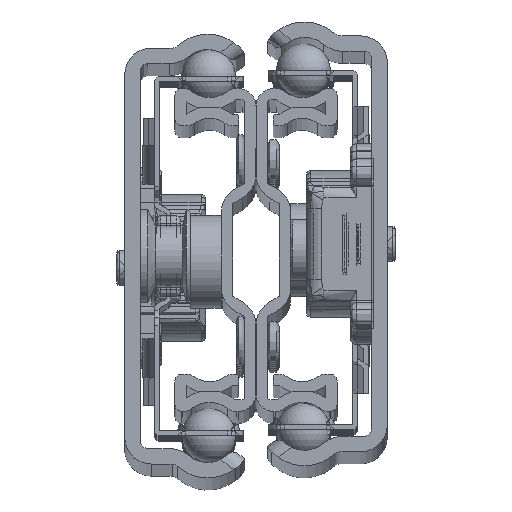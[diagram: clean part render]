
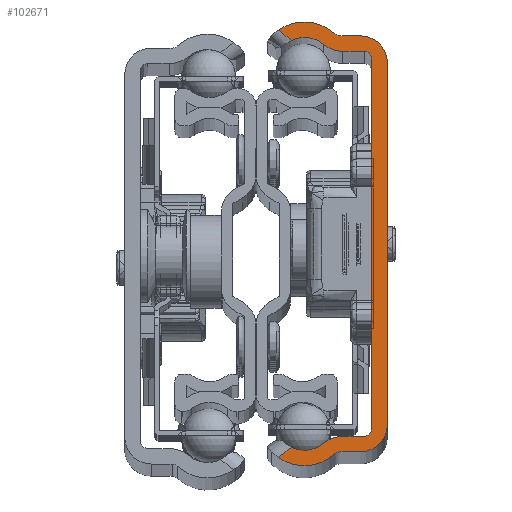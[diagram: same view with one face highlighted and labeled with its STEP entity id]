
A CAD part, top view. The second image highlights one B-rep face of the part: STEP entity #102671.
In plain terms, the highlighted planar face has unit normal (0, 0, 1).
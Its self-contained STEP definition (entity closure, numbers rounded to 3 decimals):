
#10639=LINE('',#187560,#17607);
#10649=LINE('',#187607,#17617);
#10654=LINE('',#187663,#17622);
#10661=LINE('',#187732,#17629);
#10675=LINE('',#187878,#17643);
#10679=LINE('',#187893,#17647);
#10685=LINE('',#187912,#17653);
#10689=LINE('',#187924,#17657);
#10693=LINE('',#187939,#17661);
#10697=LINE('',#187951,#17665);
#17607=VECTOR('',#126366,10.);
#17617=VECTOR('',#126416,10.);
#17622=VECTOR('',#126433,10.);
#17629=VECTOR('',#126454,10.);
#17643=VECTOR('',#126510,10.);
#17647=VECTOR('',#126528,10.);
#17653=VECTOR('',#126552,10.);
#17657=VECTOR('',#126564,10.);
#17661=VECTOR('',#126582,10.);
#17665=VECTOR('',#126594,10.);
#22400=PLANE('',#109847);
#26385=FACE_OUTER_BOUND('',#31856,.T.);
#31856=EDGE_LOOP('',(#79061,#79062,#79063,#79064,#79065,#79066,#79067,#79068,
#79069,#79070,#79071,#79072,#79073,#79074,#79075,#79076,#79077,#79078,#79079,
#79080,#79081,#79082));
#36707=CIRCLE('',#109795,5.8);
#36708=CIRCLE('',#109806,5.8);
#36711=CIRCLE('',#109810,1.);
#36713=CIRCLE('',#109814,3.5);
#36715=CIRCLE('',#109817,3.5);
#36717=CIRCLE('',#109821,1.);
#36718=CIRCLE('',#109825,3.8);
#36721=CIRCLE('',#109830,4.);
#36723=CIRCLE('',#109834,1.);
#36725=CIRCLE('',#109837,1.);
#36727=CIRCLE('',#109841,4.);
#36729=CIRCLE('',#109845,3.8);
#43837=VERTEX_POINT('',#187557);
#43838=VERTEX_POINT('',#187559);
#43854=VERTEX_POINT('',#187604);
#43855=VERTEX_POINT('',#187606);
#43863=VERTEX_POINT('',#187654);
#43864=VERTEX_POINT('',#187662);
#43872=VERTEX_POINT('',#187726);
#43873=VERTEX_POINT('',#187731);
#43882=VERTEX_POINT('',#187787);
#43892=VERTEX_POINT('',#187863);
#43895=VERTEX_POINT('',#187871);
#43897=VERTEX_POINT('',#187877);
#43899=VERTEX_POINT('',#187886);
#43901=VERTEX_POINT('',#187892);
#43902=VERTEX_POINT('',#187903);
#43905=VERTEX_POINT('',#187911);
#43907=VERTEX_POINT('',#187917);
#43909=VERTEX_POINT('',#187923);
#43911=VERTEX_POINT('',#187932);
#43913=VERTEX_POINT('',#187938);
#43915=VERTEX_POINT('',#187944);
#43917=VERTEX_POINT('',#187950);
#56389=EDGE_CURVE('',#43838,#43837,#10639,.T.);
#56412=EDGE_CURVE('',#43855,#43854,#10649,.T.);
#56423=EDGE_CURVE('',#43863,#43864,#10654,.T.);
#56436=EDGE_CURVE('',#43872,#43873,#10661,.T.);
#56447=EDGE_CURVE('',#43872,#43882,#36707,.T.);
#56463=EDGE_CURVE('',#43892,#43864,#36708,.T.);
#56467=EDGE_CURVE('',#43895,#43892,#36711,.T.);
#56470=EDGE_CURVE('',#43897,#43895,#10675,.T.);
#56473=EDGE_CURVE('',#43854,#43897,#36713,.T.);
#56475=EDGE_CURVE('',#43899,#43855,#36715,.T.);
#56478=EDGE_CURVE('',#43901,#43899,#10679,.T.);
#56481=EDGE_CURVE('',#43882,#43901,#36717,.T.);
#56484=EDGE_CURVE('',#43902,#43873,#36718,.T.);
#56488=EDGE_CURVE('',#43905,#43902,#10685,.T.);
#56491=EDGE_CURVE('',#43907,#43905,#36721,.T.);
#56494=EDGE_CURVE('',#43909,#43907,#10689,.T.);
#56497=EDGE_CURVE('',#43837,#43909,#36723,.T.);
#56499=EDGE_CURVE('',#43911,#43838,#36725,.T.);
#56502=EDGE_CURVE('',#43913,#43911,#10693,.T.);
#56505=EDGE_CURVE('',#43915,#43913,#36727,.T.);
#56508=EDGE_CURVE('',#43917,#43915,#10697,.T.);
#56511=EDGE_CURVE('',#43863,#43917,#36729,.T.);
#79061=ORIENTED_EDGE('',*,*,#56423,.F.);
#79062=ORIENTED_EDGE('',*,*,#56511,.T.);
#79063=ORIENTED_EDGE('',*,*,#56508,.T.);
#79064=ORIENTED_EDGE('',*,*,#56505,.T.);
#79065=ORIENTED_EDGE('',*,*,#56502,.T.);
#79066=ORIENTED_EDGE('',*,*,#56499,.T.);
#79067=ORIENTED_EDGE('',*,*,#56389,.T.);
#79068=ORIENTED_EDGE('',*,*,#56497,.T.);
#79069=ORIENTED_EDGE('',*,*,#56494,.T.);
#79070=ORIENTED_EDGE('',*,*,#56491,.T.);
#79071=ORIENTED_EDGE('',*,*,#56488,.T.);
#79072=ORIENTED_EDGE('',*,*,#56484,.T.);
#79073=ORIENTED_EDGE('',*,*,#56436,.F.);
#79074=ORIENTED_EDGE('',*,*,#56447,.T.);
#79075=ORIENTED_EDGE('',*,*,#56481,.T.);
#79076=ORIENTED_EDGE('',*,*,#56478,.T.);
#79077=ORIENTED_EDGE('',*,*,#56475,.T.);
#79078=ORIENTED_EDGE('',*,*,#56412,.T.);
#79079=ORIENTED_EDGE('',*,*,#56473,.T.);
#79080=ORIENTED_EDGE('',*,*,#56470,.T.);
#79081=ORIENTED_EDGE('',*,*,#56467,.T.);
#79082=ORIENTED_EDGE('',*,*,#56463,.T.);
#102671=ADVANCED_FACE('',(#26385),#22400,.T.);
#109795=AXIS2_PLACEMENT_3D('',#187789,#126466,#126467);
#109806=AXIS2_PLACEMENT_3D('',#187864,#126495,#126496);
#109810=AXIS2_PLACEMENT_3D('',#187872,#126504,#126505);
#109814=AXIS2_PLACEMENT_3D('',#187882,#126516,#126517);
#109817=AXIS2_PLACEMENT_3D('',#187887,#126522,#126523);
#109821=AXIS2_PLACEMENT_3D('',#187897,#126534,#126535);
#109825=AXIS2_PLACEMENT_3D('',#187904,#126544,#126545);
#109830=AXIS2_PLACEMENT_3D('',#187918,#126558,#126559);
#109834=AXIS2_PLACEMENT_3D('',#187928,#126570,#126571);
#109837=AXIS2_PLACEMENT_3D('',#187933,#126576,#126577);
#109841=AXIS2_PLACEMENT_3D('',#187945,#126588,#126589);
#109845=AXIS2_PLACEMENT_3D('',#187955,#126600,#126601);
#109847=AXIS2_PLACEMENT_3D('',#187957,#126604,#126605);
#126366=DIRECTION('',(0.,-1.,0.));
#126416=DIRECTION('',(0.,1.,0.));
#126433=DIRECTION('',(-0.781,0.625,0.));
#126454=DIRECTION('',(0.781,0.625,0.));
#126466=DIRECTION('center_axis',(0.,0.,
1.));
#126467=DIRECTION('ref_axis',(0.627,0.779,0.));
#126495=DIRECTION('center_axis',(0.,0.,
1.));
#126496=DIRECTION('ref_axis',(-0.678,-0.735,0.));
#126504=DIRECTION('center_axis',(0.,0.,
-1.));
#126505=DIRECTION('ref_axis',(-0.678,-0.735,0.));
#126510=DIRECTION('',(-1.,0.,0.));
#126516=DIRECTION('center_axis',(0.,0.,
1.));
#126517=DIRECTION('ref_axis',(-1.,0.,0.));
#126522=DIRECTION('center_axis',(0.,0.,
1.));
#126523=DIRECTION('ref_axis',(0.,1.,0.));
#126528=DIRECTION('',(1.,0.,0.));
#126534=DIRECTION('center_axis',(0.,0.,
-1.));
#126535=DIRECTION('ref_axis',(0.,1.,0.));
#126544=DIRECTION('center_axis',(0.,0.,
-1.));
#126545=DIRECTION('ref_axis',(-0.627,-0.779,0.));
#126552=DIRECTION('',(-0.779,-0.627,0.));
#126558=DIRECTION('center_axis',(0.,0.,
1.));
#126559=DIRECTION('ref_axis',(0.,-1.,0.));
#126564=DIRECTION('',(-1.,0.,0.));
#126570=DIRECTION('center_axis',(0.,0.,
-1.));
#126571=DIRECTION('ref_axis',(0.,-1.,0.));
#126576=DIRECTION('center_axis',(0.,0.,
-1.));
#126577=DIRECTION('ref_axis',(1.,0.,0.));
#126582=DIRECTION('',(1.,0.,0.));
#126588=DIRECTION('center_axis',(0.,0.,
1.));
#126589=DIRECTION('ref_axis',(0.627,0.779,0.));
#126594=DIRECTION('',(0.779,-0.627,0.));
#126600=DIRECTION('center_axis',(0.,0.,
-1.));
#126601=DIRECTION('ref_axis',(0.627,0.779,0.));
#126604=DIRECTION('center_axis',(0.,0.,
1.));
#126605=DIRECTION('ref_axis',(-1.,0.,0.));
#187557=CARTESIAN_POINT('',(1.584,-38.305,382.26));
#187559=CARTESIAN_POINT('',(1.584,9.495,382.26));
#187560=CARTESIAN_POINT('',(1.584,-38.305,382.26));
#187604=CARTESIAN_POINT('',(3.584,8.995,382.26));
#187606=CARTESIAN_POINT('',(3.584,-37.805,382.26));
#187607=CARTESIAN_POINT('',(3.584,8.995,382.26));
#187654=CARTESIAN_POINT('',(-8.849,11.902,382.26));
#187662=CARTESIAN_POINT('',(-10.511,13.233,382.26));
#187663=CARTESIAN_POINT('',(-0.637,5.326,382.26));
#187726=CARTESIAN_POINT('',(-10.511,-42.043,382.26));
#187731=CARTESIAN_POINT('',(-8.849,-40.712,382.26));
#187732=CARTESIAN_POINT('',(-0.126,-33.726,382.26));
#187787=CARTESIAN_POINT('',(-3.235,-41.569,382.26));
#187789=CARTESIAN_POINT('Origin',(-7.166,-37.305,382.26));
#187863=CARTESIAN_POINT('',(-3.235,12.76,382.26));
#187864=CARTESIAN_POINT('Origin',(-7.166,8.495,382.26));
#187871=CARTESIAN_POINT('',(-2.557,12.495,382.26));
#187872=CARTESIAN_POINT('Origin',(-2.557,13.495,382.26));
#187877=CARTESIAN_POINT('',(0.084,12.495,382.26));
#187878=CARTESIAN_POINT('',(-2.557,12.495,382.26));
#187882=CARTESIAN_POINT('Origin',(0.084,8.995,382.26));
#187886=CARTESIAN_POINT('',(0.084,-41.305,382.26));
#187887=CARTESIAN_POINT('Origin',(0.084,-37.805,
382.26));
#187892=CARTESIAN_POINT('',(-2.557,-41.305,382.26));
#187893=CARTESIAN_POINT('',(0.084,-41.305,382.26));
#187897=CARTESIAN_POINT('Origin',(-2.557,-42.305,382.26));
#187903=CARTESIAN_POINT('',(-4.783,-40.265,382.26));
#187904=CARTESIAN_POINT('Origin',(-7.166,-37.305,382.26));
#187911=CARTESIAN_POINT('',(-4.688,-40.189,382.26));
#187912=CARTESIAN_POINT('',(-4.783,-40.265,382.26));
#187917=CARTESIAN_POINT('',(-2.18,-39.305,382.26));
#187918=CARTESIAN_POINT('Origin',(-2.18,-43.305,382.26));
#187923=CARTESIAN_POINT('',(0.584,-39.305,382.26));
#187924=CARTESIAN_POINT('',(-2.18,-39.305,382.26));
#187928=CARTESIAN_POINT('Origin',(0.584,-38.305,382.26));
#187932=CARTESIAN_POINT('',(0.584,10.495,382.26));
#187933=CARTESIAN_POINT('Origin',(0.584,9.495,382.26));
#187938=CARTESIAN_POINT('',(-2.18,10.495,382.26));
#187939=CARTESIAN_POINT('',(0.584,10.495,382.26));
#187944=CARTESIAN_POINT('',(-4.688,11.379,382.26));
#187945=CARTESIAN_POINT('Origin',(-2.18,14.495,382.26));
#187950=CARTESIAN_POINT('',(-4.783,11.456,382.26));
#187951=CARTESIAN_POINT('',(-4.688,11.379,382.26));
#187955=CARTESIAN_POINT('Origin',(-7.166,8.495,382.26));
#187957=CARTESIAN_POINT('Origin',(0.022,-14.405,
382.26));
